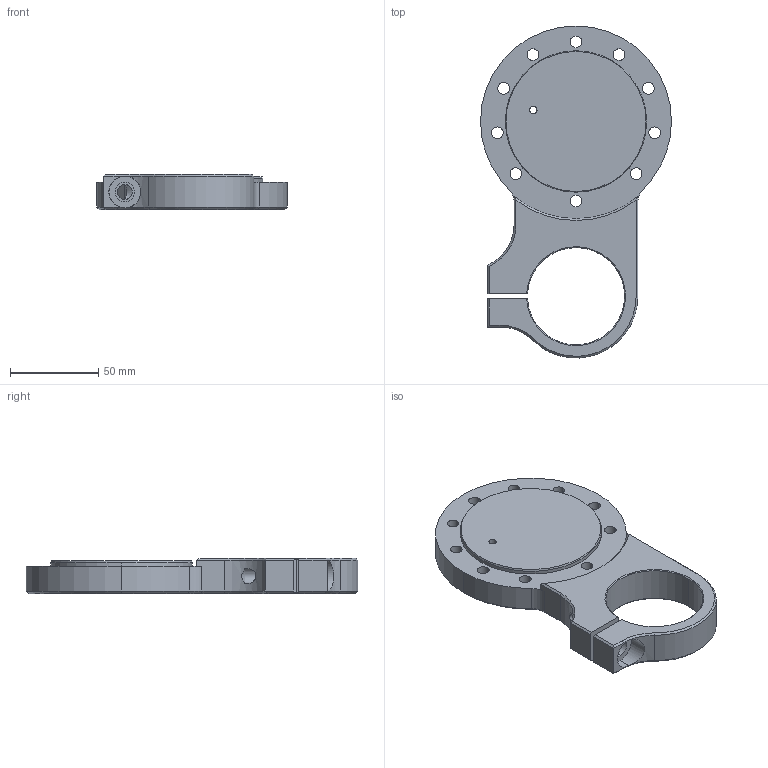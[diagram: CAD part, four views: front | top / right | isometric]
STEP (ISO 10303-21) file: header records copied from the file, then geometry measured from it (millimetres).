
FILE_DESCRIPTION (( 'STEP AP214' ), '1' );
FILE_NAME ('200901-00000.007.0_Verschlussplatte_Kress.STEP', '2011-08-12T18:48:17', ( '' ), ( '' ), 'SwSTEP 2.0', 'SolidWorks 2010', '' );
FILE_SCHEMA (( 'AUTOMOTIVE_DESIGN' ));
Length unit declared in the file: millimetre
Products named in the file (1): 200901-00000.007.0_Verschlussplatte_Kress
Bounding box: 108 x 187.78 x 20 mm (x, y, z)
Volume: 188737.1 mm3; surface area: 43106.9 mm2
Topology: 1 solids, 1 shells, 112 faces, 279 edges, 171 vertices
Faces by surface type: cylinder 43, cone 43, plane 26
Entity records: 3591 total; most frequent: CARTESIAN_POINT 730, DIRECTION 615, ORIENTED_EDGE 558, EDGE_CURVE 279, AXIS2_PLACEMENT_3D 242, VERTEX_POINT 171, EDGE_LOOP 140, LINE 131
